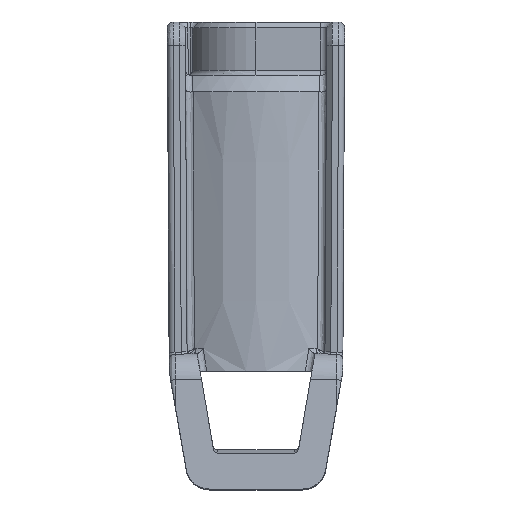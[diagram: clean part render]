
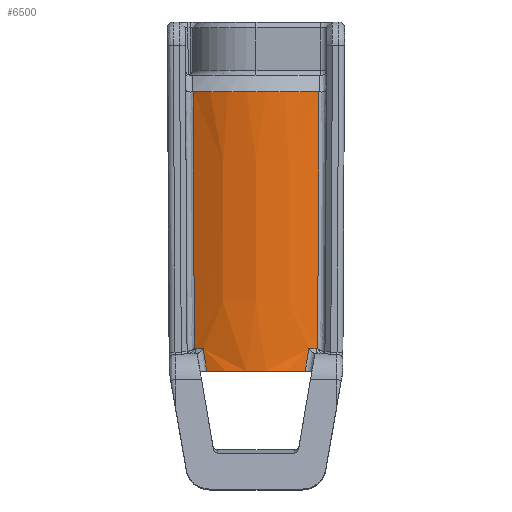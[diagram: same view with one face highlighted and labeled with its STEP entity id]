
A CAD part, top view. The second image highlights one B-rep face of the part: STEP entity #6500.
In plain terms, the highlighted conical face has half-angle 0.501 degrees and reference radius 10.043 mm.
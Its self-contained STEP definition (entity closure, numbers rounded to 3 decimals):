
#1009=CARTESIAN_POINT('',(5.32,23.62,18.785));
#1010=CARTESIAN_POINT('',(5.309,21.312,18.817));
#1011=CARTESIAN_POINT('',(5.285,16.626,18.88));
#1012=CARTESIAN_POINT('',(5.249,9.449,18.976));
#1013=CARTESIAN_POINT('',(5.224,4.45,19.042));
#1014=CARTESIAN_POINT('',(5.211,1.906,19.076));
#1016=CARTESIAN_POINT('',(0.,1.906,10.39));
#1017=DIRECTION('',(0.,1.,0.));
#1018=DIRECTION('',(0.501,0.,0.865));
#1019=AXIS2_PLACEMENT_3D('',#1016,#1017,#1018);
#1021=CARTESIAN_POINT('',(4.471,1.887,19.479));
#1022=CARTESIAN_POINT('',(4.564,1.892,19.434));
#1023=CARTESIAN_POINT('',(4.757,1.902,19.335));
#1024=CARTESIAN_POINT('',(4.967,1.906,19.218));
#1025=CARTESIAN_POINT('',(5.076,1.906,19.155));
#1027=CARTESIAN_POINT('',(4.157,0.,
19.645));
#1028=CARTESIAN_POINT('',(4.188,0.188,19.629));
#1029=CARTESIAN_POINT('',(4.253,0.579,19.596));
#1030=CARTESIAN_POINT('',(4.357,1.201,19.541));
#1031=CARTESIAN_POINT('',(4.432,1.653,19.5));
#1032=CARTESIAN_POINT('',(4.471,1.887,19.479));
#1034=CARTESIAN_POINT('',(0.,0.,10.39));
#1035=DIRECTION('',(0.,-1.,0.));
#1036=DIRECTION('',(0.41,0.,0.912));
#1037=AXIS2_PLACEMENT_3D('',#1034,#1035,#1036);
#1039=CARTESIAN_POINT('',(-4.471,1.887,19.479));
#1040=CARTESIAN_POINT('',(-4.421,1.583,19.507));
#1041=CARTESIAN_POINT('',(-4.318,0.965,
19.562));
#1042=CARTESIAN_POINT('',(-4.211,0.326,
19.618));
#1043=CARTESIAN_POINT('',(-4.157,0.,
19.645));
#1045=CARTESIAN_POINT('',(-5.076,1.906,19.155));
#1046=CARTESIAN_POINT('',(-5.012,1.906,19.192));
#1047=CARTESIAN_POINT('',(-4.882,1.905,19.266));
#1048=CARTESIAN_POINT('',(-4.682,1.898,19.373));
#1049=CARTESIAN_POINT('',(-4.542,1.891,19.444));
#1050=CARTESIAN_POINT('',(-4.471,1.887,19.479));
#1052=CARTESIAN_POINT('',(0.,1.906,10.39));
#1053=DIRECTION('',(0.,1.,0.));
#1054=DIRECTION('',(-0.514,0.,0.857));
#1055=AXIS2_PLACEMENT_3D('',#1052,#1053,#1054);
#1057=CARTESIAN_POINT('',(-5.211,1.906,19.076));
#1058=CARTESIAN_POINT('',(-5.222,4.102,19.047));
#1059=CARTESIAN_POINT('',(-5.245,8.639,18.986));
#1060=CARTESIAN_POINT('',(-5.281,15.852,18.89));
#1061=CARTESIAN_POINT('',(-5.307,20.98,18.821));
#1062=CARTESIAN_POINT('',(-5.32,23.62,18.785));
#1064=CARTESIAN_POINT('',(0.,23.62,10.39));
#1065=DIRECTION('',(0.,-1.,0.));
#1066=DIRECTION('',(0.535,0.,0.845));
#1067=AXIS2_PLACEMENT_3D('',#1064,#1065,#1066);
#3124=CARTESIAN_POINT('',(5.211,1.906,19.076));
#3324=CARTESIAN_POINT('',(-5.211,1.906,19.076));
#5445=CARTESIAN_POINT('',(5.32,23.62,18.785));
#5446=CARTESIAN_POINT('',(-5.32,23.62,18.785));
#5447=VERTEX_POINT('',#5445);
#5448=VERTEX_POINT('',#5446);
#5484=VERTEX_POINT('',#1027);
#5485=VERTEX_POINT('',#1032);
#5488=VERTEX_POINT('',#1025);
#5489=VERTEX_POINT('',#1045);
#5490=VERTEX_POINT('',#1050);
#5493=VERTEX_POINT('',#1043);
#5553=VERTEX_POINT('',#3124);
#5615=VERTEX_POINT('',#3324);
#6473=CARTESIAN_POINT('',(0.,11.81,10.39));
#6474=DIRECTION('',(0.,-1.,0.));
#6475=DIRECTION('',(0.,0.,1.));
#6476=AXIS2_PLACEMENT_3D('',#6473,#6474,#6475);
#6477=CONICAL_SURFACE('',#6476,10.042,0.501);
#6479=ORIENTED_EDGE('',*,*,#6478,.T.);
#6481=ORIENTED_EDGE('',*,*,#6480,.F.);
#6483=ORIENTED_EDGE('',*,*,#6482,.F.);
#6485=ORIENTED_EDGE('',*,*,#6484,.F.);
#6487=ORIENTED_EDGE('',*,*,#6486,.T.);
#6489=ORIENTED_EDGE('',*,*,#6488,.F.);
#6491=ORIENTED_EDGE('',*,*,#6490,.F.);
#6493=ORIENTED_EDGE('',*,*,#6492,.F.);
#6495=ORIENTED_EDGE('',*,*,#6494,.T.);
#6497=ORIENTED_EDGE('',*,*,#6496,.F.);
#6498=EDGE_LOOP('',(#6479,#6481,#6483,#6485,#6487,#6489,#6491,#6493,#6495,
#6497));
#6499=FACE_OUTER_BOUND('',#6498,.F.);
#6500=ADVANCED_FACE('',(#6499),#6477,.T.);
#1015=B_SPLINE_CURVE_WITH_KNOTS('',3,(#1009,#1010,#1011,#1012,#1013,#1014),
.UNSPECIFIED.,.F.,.F.,(4,1,1,4),(0.,0.333,0.667,1.),
.UNSPECIFIED.);
#1020=CIRCLE('',#1019,10.129);
#1026=B_SPLINE_CURVE_WITH_KNOTS('',3,(#1021,#1022,#1023,#1024,#1025),
.UNSPECIFIED.,.F.,.F.,(4,1,4),(0.,0.5,1.),.UNSPECIFIED.);
#1033=B_SPLINE_CURVE_WITH_KNOTS('',3,(#1027,#1028,#1029,#1030,#1031,#1032),
.UNSPECIFIED.,.F.,.F.,(4,1,1,4),(0.,0.333,0.667,1.),
.UNSPECIFIED.);
#1038=CIRCLE('',#1037,10.146);
#1044=B_SPLINE_CURVE_WITH_KNOTS('',3,(#1039,#1040,#1041,#1042,#1043),
.UNSPECIFIED.,.F.,.F.,(4,1,4),(0.,0.5,1.),.UNSPECIFIED.);
#1051=B_SPLINE_CURVE_WITH_KNOTS('',3,(#1045,#1046,#1047,#1048,#1049,#1050),
.UNSPECIFIED.,.F.,.F.,(4,1,1,4),(0.,0.333,0.667,1.),
.UNSPECIFIED.);
#1056=CIRCLE('',#1055,10.129);
#1063=B_SPLINE_CURVE_WITH_KNOTS('',3,(#1057,#1058,#1059,#1060,#1061,#1062),
.UNSPECIFIED.,.F.,.F.,(4,1,1,4),(0.,0.333,0.667,1.),
.UNSPECIFIED.);
#1068=CIRCLE('',#1067,9.939);
#6478=EDGE_CURVE('',#5447,#5553,#1015,.T.);
#6480=EDGE_CURVE('',#5488,#5553,#1020,.T.);
#6482=EDGE_CURVE('',#5485,#5488,#1026,.T.);
#6484=EDGE_CURVE('',#5484,#5485,#1033,.T.);
#6486=EDGE_CURVE('',#5484,#5493,#1038,.T.);
#6488=EDGE_CURVE('',#5490,#5493,#1044,.T.);
#6490=EDGE_CURVE('',#5489,#5490,#1051,.T.);
#6492=EDGE_CURVE('',#5615,#5489,#1056,.T.);
#6494=EDGE_CURVE('',#5615,#5448,#1063,.T.);
#6496=EDGE_CURVE('',#5447,#5448,#1068,.T.);
